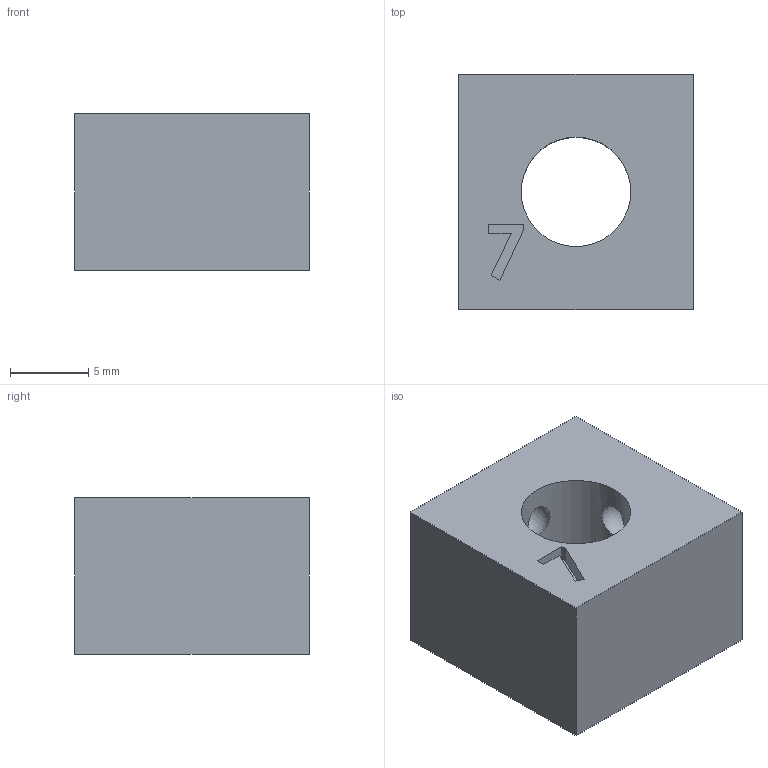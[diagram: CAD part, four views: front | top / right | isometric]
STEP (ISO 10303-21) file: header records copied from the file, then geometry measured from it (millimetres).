
FILE_DESCRIPTION (( 'STEP AP214' ), '1' );
FILE_NAME ('tolerance testing-7mm.STEP', '2025-11-17T02:37:13', ( '' ), ( '' ), 'SwSTEP 2.0', 'SolidWorks 2025', '' );
FILE_SCHEMA (( 'AUTOMOTIVE_DESIGN' ));
Length unit declared in the file: millimetre
Products named in the file (1): tolerance testing-7mm
Bounding box: 15 x 15 x 10 mm (x, y, z)
Volume: 1806.4 mm3; surface area: 1297.3 mm2
Topology: 1 solids, 1 shells, 32 faces, 131 edges, 90 vertices
Faces by surface type: sphere 16, plane 14, cylinder 2
Entity records: 1298 total; most frequent: CARTESIAN_POINT 478, ORIENTED_EDGE 166, DIRECTION 161, EDGE_CURVE 83, AXIS2_PLACEMENT_3D 61, VERTEX_POINT 58, LINE 39, VECTOR 39
